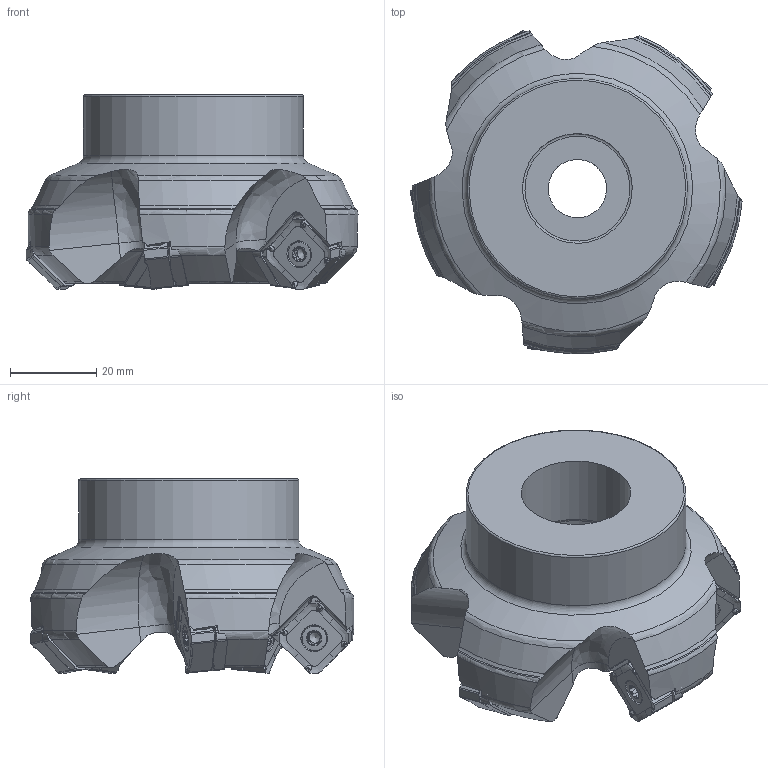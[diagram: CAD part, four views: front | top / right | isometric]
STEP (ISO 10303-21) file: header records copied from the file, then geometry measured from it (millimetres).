
FILE_DESCRIPTION(/* description */ (''),/* implementation_level */ '2;1');
FILE_NAME(/* name */ 'toolassembly_1.stp',/* time_stamp */ '2019-01-25T11:47:36+01:00',/* author */ (''),/* organization */ ('SMS'),/* preprocessor_version */ 'ST-DEVELOPER v15',/* originating_system */ 'SIEMENS PLM Software NX 8.5',/* authorisation */ '');
FILE_SCHEMA (('AUTOMOTIVE_DESIGN { 1 0 10303 214 3 1 1 1 }'));
Products named in the file (4): ASSEMBLY_CONSTRUCTION; CUT_20190125114657; NOCUT_20190125114638; TOOLASSEMBLY_1
Assembly tree (7 placements, depth 2):
  TOOLASSEMBLY_1
    NOCUT_20190125114638
    CUT_20190125114657  x5
    ASSEMBLY_CONSTRUCTION
Bounding box: 76.93 x 74.97 x 45 mm (x, y, z)
Volume: 87642.3 mm3; surface area: 22227.8 mm2
Topology: 6 solids, 6 shells, 2558 faces, 6374 edges, 3853 vertices
Faces by surface type: bspline 755, cylinder 705, plane 534, torus 212, cone 212, extrusion 100, sphere 40
Full cylindrical faces by diameter (mm): 3.5 x5, 4 x5, 4.8 x5, 5.7 x5, 13.5 x1, 21 x1, 25.411 x1, 25.9 x1, 51 x1
Entity records: 82392 total; most frequent: CARTESIAN_POINT 33947, ORIENTED_EDGE 10692, DIRECTION 9616, EDGE_CURVE 5346, AXIS2_PLACEMENT_3D 3996, VERTEX_POINT 3231, EDGE_LOOP 2284, ADVANCED_FACE 2202
